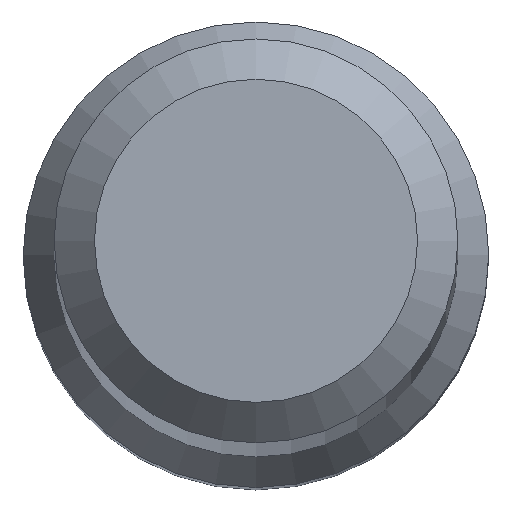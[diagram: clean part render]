
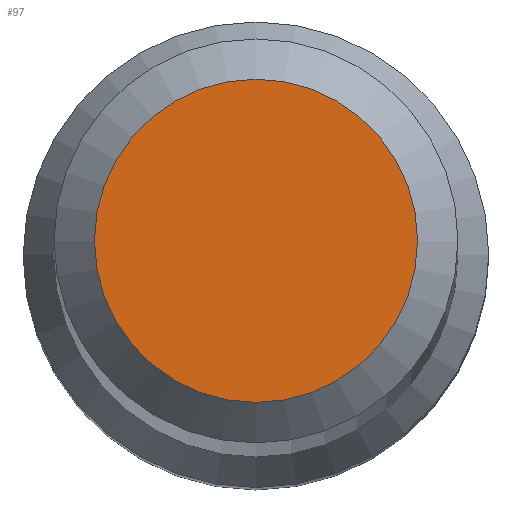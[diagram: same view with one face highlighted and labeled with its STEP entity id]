
A CAD part, top view. The second image highlights one B-rep face of the part: STEP entity #97.
In plain terms, the highlighted planar face has unit normal (0, 0, 1).
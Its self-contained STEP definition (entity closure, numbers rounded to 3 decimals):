
#4 = CARTESIAN_POINT ( 'NONE',  ( 0., 0., 70. ) ) ;
#17 = PLANE ( 'NONE',  #222 ) ;
#50 = DIRECTION ( 'NONE',  ( 0., -1., 0. ) ) ;
#67 = FACE_OUTER_BOUND ( 'NONE', #223, .T. ) ;
#85 = ORIENTED_EDGE ( 'NONE', *, *, #210, .F. ) ;
#88 = CARTESIAN_POINT ( 'NONE',  ( 0., 0., 70. ) ) ;
#97 = ADVANCED_FACE ( 'NONE', ( #67 ), #17, .T. ) ;
#123 = AXIS2_PLACEMENT_3D ( 'NONE', #4, #182, #194 ) ;
#162 = VERTEX_POINT ( 'NONE', #213 ) ;
#172 = DIRECTION ( 'NONE',  ( 0., 0., 1. ) ) ;
#182 = DIRECTION ( 'NONE',  ( 0., 0., -1. ) ) ;
#194 = DIRECTION ( 'NONE',  ( 0., 1., 0. ) ) ;
#210 = EDGE_CURVE ( 'NONE', #162, #162, #228, .T. ) ;
#213 = CARTESIAN_POINT ( 'NONE',  ( 0., 1.2, 70. ) ) ;
#222 = AXIS2_PLACEMENT_3D ( 'NONE', #88, #172, #50 ) ;
#223 = EDGE_LOOP ( 'NONE', ( #85 ) ) ;
#228 = CIRCLE ( 'NONE', #123, 1.2 ) ;
